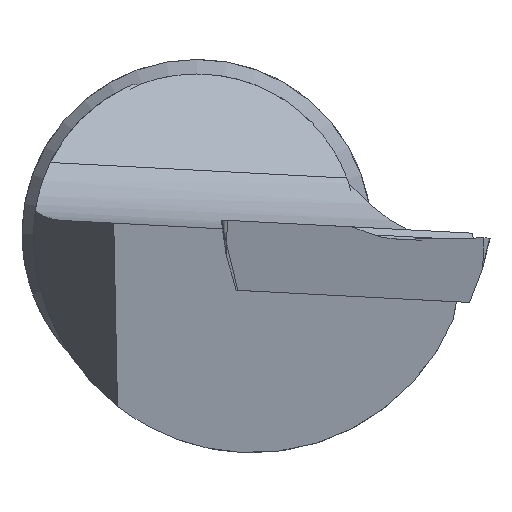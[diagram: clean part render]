
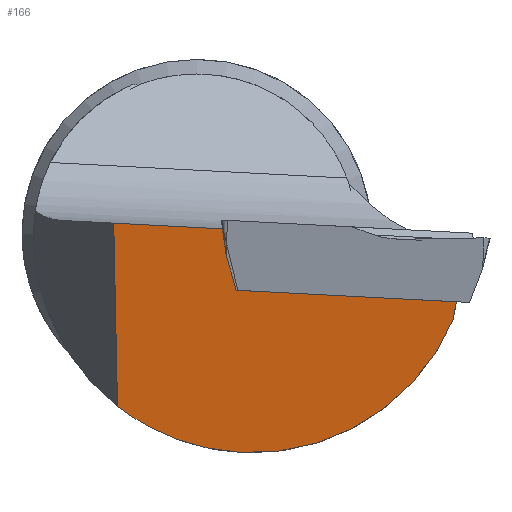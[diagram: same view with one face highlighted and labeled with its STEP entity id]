
A CAD part, left-side view. The second image highlights one B-rep face of the part: STEP entity #166.
In plain terms, the highlighted planar face has unit normal (-0.991, 0.058, -0.119).
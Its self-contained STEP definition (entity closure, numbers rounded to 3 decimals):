
#144=ELLIPSE('',#657,7.567,7.5);
#166=ADVANCED_FACE('',(#213),#189,.T.);
#189=PLANE('',#663);
#213=FACE_OUTER_BOUND('',#249,.T.);
#249=EDGE_LOOP('',(#336,#337,#338,#339,#340,#341));
#336=ORIENTED_EDGE('',*,*,#508,.T.);
#337=ORIENTED_EDGE('',*,*,#509,.T.);
#338=ORIENTED_EDGE('',*,*,#466,.F.);
#339=ORIENTED_EDGE('',*,*,#510,.T.);
#340=ORIENTED_EDGE('',*,*,#501,.F.);
#341=ORIENTED_EDGE('',*,*,#507,.F.);
#415=VERTEX_POINT('',#840);
#416=VERTEX_POINT('',#841);
#441=VERTEX_POINT('',#956);
#442=VERTEX_POINT('',#958);
#445=VERTEX_POINT('',#968);
#446=VERTEX_POINT('',#972);
#466=EDGE_CURVE('',#415,#416,#541,.T.);
#501=EDGE_CURVE('',#441,#442,#144,.T.);
#507=EDGE_CURVE('',#445,#441,#556,.T.);
#508=EDGE_CURVE('',#445,#446,#557,.T.);
#509=EDGE_CURVE('',#446,#416,#558,.T.);
#510=EDGE_CURVE('',#415,#442,#559,.T.);
#541=LINE('',#839,#585);
#556=LINE('',#969,#600);
#557=LINE('',#971,#601);
#558=LINE('',#973,#602);
#559=LINE('',#974,#603);
#585=VECTOR('',#686,1.);
#600=VECTOR('',#765,1.);
#601=VECTOR('',#768,1.);
#602=VECTOR('',#769,1.);
#603=VECTOR('',#770,1.);
#657=AXIS2_PLACEMENT_3D('',#957,#752,#753);
#663=AXIS2_PLACEMENT_3D('',#975,#771,#772);
#686=DIRECTION('',(-0.052,-0.997,-0.052));
#752=DIRECTION('',(0.991,-0.058,0.119));
#753=DIRECTION('',(0.132,0.436,-0.89));
#765=DIRECTION('',(0.127,0.172,-0.977));
#768=DIRECTION('',(0.052,0.997,0.052));
#769=DIRECTION('',(-0.102,0.237,0.966));
#770=DIRECTION('',(0.118,-0.02,-0.993));
#771=DIRECTION('',(-0.991,0.058,-0.119));
#772=DIRECTION('',(-0.119,0.,0.993));
#839=CARTESIAN_POINT('',(0.331,-9.312,-0.258));
#840=CARTESIAN_POINT('',(0.969,2.851,0.38));
#841=CARTESIAN_POINT('',(0.772,-0.896,0.183));
#956=CARTESIAN_POINT('',(0.682,-8.801,-2.938));
#957=CARTESIAN_POINT('',(0.735,-1.9,0.));
#958=CARTESIAN_POINT('',(1.716,2.722,-5.906));
#968=CARTESIAN_POINT('',(0.602,-8.91,-2.32));
#969=CARTESIAN_POINT('',(0.294,-9.326,0.042));
#971=CARTESIAN_POINT('',(0.586,-9.217,-2.336));
#972=CARTESIAN_POINT('',(0.995,-1.413,-1.927));
#973=CARTESIAN_POINT('',(0.985,-1.389,-1.83));
#974=CARTESIAN_POINT('',(0.933,2.857,0.68));
#975=CARTESIAN_POINT('',(0.294,-9.326,0.042));
